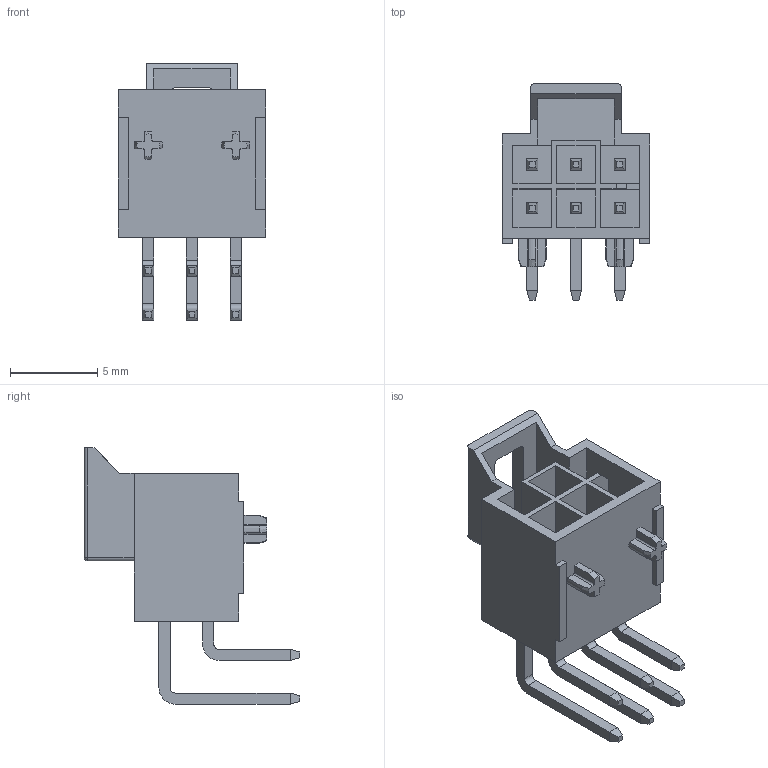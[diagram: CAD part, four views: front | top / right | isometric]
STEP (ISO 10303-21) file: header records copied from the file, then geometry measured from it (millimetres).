
FILE_DESCRIPTION((''),'2;1');
FILE_NAME('1053141206','2016-10-27T',('gsharma'),(''),'PRO/ENGINEER BY PARAMETRIC TECHNOLOGY CORPORATION, 2012310','PRO/ENGINEER BY PARAMETRIC TECHNOLOGY CORPORATION, 2012310','');
FILE_SCHEMA(('CONFIG_CONTROL_DESIGN'));
Length unit declared in the file: millimetre
Products named in the file (1): 1053141206
Bounding box: 8.44 x 12.34 x 14.66 mm (x, y, z)
Volume: 310.5 mm3; surface area: 1004.3 mm2
Topology: 1 solids, 1 shells, 245 faces, 644 edges, 416 vertices
Faces by surface type: plane 199, cylinder 36, cone 8, sphere 2
Entity records: 7445 total; most frequent: CARTESIAN_POINT 1322, ORIENTED_EDGE 1256, DIRECTION 1216, EDGE_CURVE 628, VECTOR 532, LINE 532, VERTEX_POINT 400, AXIS2_PLACEMENT_3D 342
